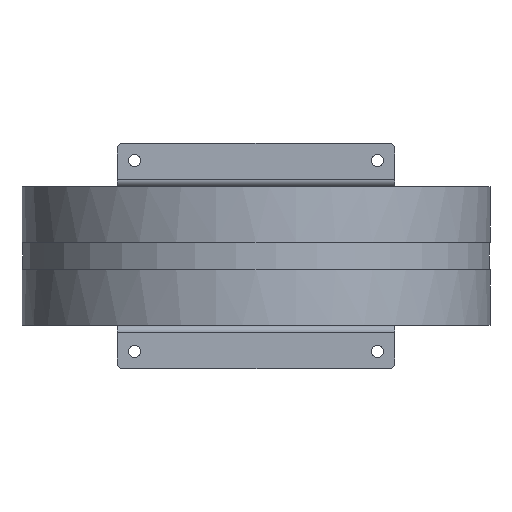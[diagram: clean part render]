
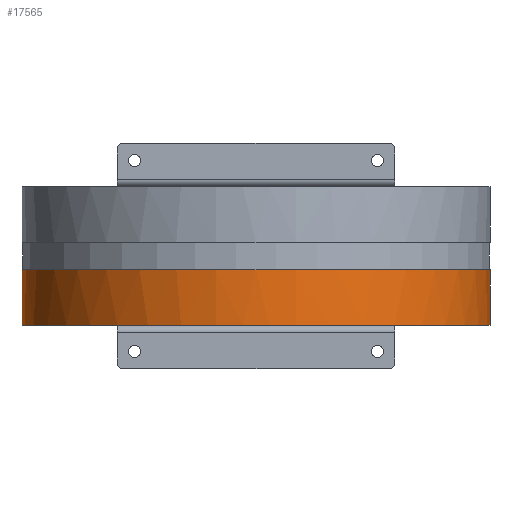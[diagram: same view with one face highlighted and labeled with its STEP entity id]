
A CAD part, front view. The second image highlights one B-rep face of the part: STEP entity #17565.
In plain terms, the highlighted cylindrical face has radius 135 mm (diameter 270 mm), a partial arc.
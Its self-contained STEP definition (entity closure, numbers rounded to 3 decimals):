
#105 = EDGE_LOOP ( 'NONE', ( #10772, #21474, #18698, #18016, #17394, #726, #13964, #6158 ) ) ;
#136 = CARTESIAN_POINT ( 'NONE',  ( 0., 0., 40. ) ) ;
#234 = CARTESIAN_POINT ( 'NONE',  ( 134.996, -1., 40. ) ) ;
#236 = CIRCLE ( 'NONE', #3324, 135. ) ;
#726 = ORIENTED_EDGE ( 'NONE', *, *, #20608, .T. ) ;
#754 = CARTESIAN_POINT ( 'NONE',  ( 23.152, -133., -40. ) ) ;
#1650 = CARTESIAN_POINT ( 'NONE',  ( 0., 0., -40. ) ) ;
#1763 = EDGE_CURVE ( 'NONE', #18342, #2581, #11564, .T. ) ;
#1864 = DIRECTION ( 'NONE',  ( 0., 0., 1. ) ) ;
#2297 = DIRECTION ( 'NONE',  ( 0., 0., 1. ) ) ;
#2420 = FACE_OUTER_BOUND ( 'NONE', #105, .T. ) ;
#2581 = VERTEX_POINT ( 'NONE', #754 ) ;
#2615 = CARTESIAN_POINT ( 'NONE',  ( 134.996, -1., -40. ) ) ;
#3324 = AXIS2_PLACEMENT_3D ( 'NONE', #7036, #3696, #17186 ) ;
#3696 = DIRECTION ( 'NONE',  ( 0., 0., 1. ) ) ;
#3878 = EDGE_CURVE ( 'NONE', #11181, #20603, #20751, .T. ) ;
#3956 = CARTESIAN_POINT ( 'NONE',  ( 0., 0., -40. ) ) ;
#4506 = DIRECTION ( 'NONE',  ( 1., 0., 0. ) ) ;
#6158 = ORIENTED_EDGE ( 'NONE', *, *, #7507, .T. ) ;
#6333 = CARTESIAN_POINT ( 'NONE',  ( -23.152, -133., -40. ) ) ;
#6369 = CIRCLE ( 'NONE', #10763, 135. ) ;
#6867 = CIRCLE ( 'NONE', #16657, 135. ) ;
#6902 = CIRCLE ( 'NONE', #8811, 135. ) ;
#7036 = CARTESIAN_POINT ( 'NONE',  ( 0., 0., -40. ) ) ;
#7507 = EDGE_CURVE ( 'NONE', #16110, #18995, #15016, .T. ) ;
#8811 = AXIS2_PLACEMENT_3D ( 'NONE', #16067, #9499, #17870 ) ;
#9131 = CARTESIAN_POINT ( 'NONE',  ( -134.996, -1., -40. ) ) ;
#9381 = CARTESIAN_POINT ( 'NONE',  ( -134.996, -1., 40. ) ) ;
#9499 = DIRECTION ( 'NONE',  ( 0., 0., 1. ) ) ;
#10209 = CARTESIAN_POINT ( 'NONE',  ( -134.996, -1., -8. ) ) ;
#10268 = VECTOR ( 'NONE', #10530, 1000. ) ;
#10301 = DIRECTION ( 'NONE',  ( -1., 0., 0. ) ) ;
#10426 = AXIS2_PLACEMENT_3D ( 'NONE', #136, #16995, #10301 ) ;
#10530 = DIRECTION ( 'NONE',  ( 0., 0., 1. ) ) ;
#10763 = AXIS2_PLACEMENT_3D ( 'NONE', #14641, #12854, #4506 ) ;
#10772 = ORIENTED_EDGE ( 'NONE', *, *, #13452, .F. ) ;
#11049 = CARTESIAN_POINT ( 'NONE',  ( 0., 0., -40. ) ) ;
#11181 = VERTEX_POINT ( 'NONE', #10209 ) ;
#11237 = DIRECTION ( 'NONE',  ( 0., 0., -1. ) ) ;
#11564 = CIRCLE ( 'NONE', #13289, 135. ) ;
#12517 = CARTESIAN_POINT ( 'NONE',  ( 134.996, -1., -8. ) ) ;
#12854 = DIRECTION ( 'NONE',  ( 0., 0., 1. ) ) ;
#13066 = AXIS2_PLACEMENT_3D ( 'NONE', #3956, #2297, #14011 ) ;
#13289 = AXIS2_PLACEMENT_3D ( 'NONE', #1650, #1864, #15425 ) ;
#13452 = EDGE_CURVE ( 'NONE', #11181, #18995, #6369, .T. ) ;
#13503 = VERTEX_POINT ( 'NONE', #21884 ) ;
#13884 = VERTEX_POINT ( 'NONE', #19948 ) ;
#13964 = ORIENTED_EDGE ( 'NONE', *, *, #17024, .T. ) ;
#13973 = EDGE_CURVE ( 'NONE', #20603, #13884, #6902, .T. ) ;
#14011 = DIRECTION ( 'NONE',  ( 1., 0., 0. ) ) ;
#14641 = CARTESIAN_POINT ( 'NONE',  ( 0., 0., -8. ) ) ;
#15016 = LINE ( 'NONE', #234, #10268 ) ;
#15425 = DIRECTION ( 'NONE',  ( 1., 0., 0. ) ) ;
#15435 = CIRCLE ( 'NONE', #13066, 135. ) ;
#16067 = CARTESIAN_POINT ( 'NONE',  ( 0., 0., -40. ) ) ;
#16110 = VERTEX_POINT ( 'NONE', #2615 ) ;
#16657 = AXIS2_PLACEMENT_3D ( 'NONE', #11049, #17500, #21237 ) ;
#16789 = CYLINDRICAL_SURFACE ( 'NONE', #10426, 135. ) ;
#16995 = DIRECTION ( 'NONE',  ( 0., 0., -1. ) ) ;
#17024 = EDGE_CURVE ( 'NONE', #13503, #16110, #15435, .T. ) ;
#17186 = DIRECTION ( 'NONE',  ( 1., 0., 0. ) ) ;
#17394 = ORIENTED_EDGE ( 'NONE', *, *, #1763, .T. ) ;
#17500 = DIRECTION ( 'NONE',  ( 0., 0., 1. ) ) ;
#17565 = ADVANCED_FACE ( 'NONE', ( #2420 ), #16789, .T. ) ;
#17870 = DIRECTION ( 'NONE',  ( 1., 0., 0. ) ) ;
#18016 = ORIENTED_EDGE ( 'NONE', *, *, #21089, .T. ) ;
#18342 = VERTEX_POINT ( 'NONE', #6333 ) ;
#18698 = ORIENTED_EDGE ( 'NONE', *, *, #13973, .T. ) ;
#18995 = VERTEX_POINT ( 'NONE', #12517 ) ;
#19948 = CARTESIAN_POINT ( 'NONE',  ( -80., -108.743, -40. ) ) ;
#20482 = VECTOR ( 'NONE', #11237, 1000. ) ;
#20603 = VERTEX_POINT ( 'NONE', #9131 ) ;
#20608 = EDGE_CURVE ( 'NONE', #2581, #13503, #6867, .T. ) ;
#20751 = LINE ( 'NONE', #9381, #20482 ) ;
#21089 = EDGE_CURVE ( 'NONE', #13884, #18342, #236, .T. ) ;
#21237 = DIRECTION ( 'NONE',  ( 1., 0., 0. ) ) ;
#21474 = ORIENTED_EDGE ( 'NONE', *, *, #3878, .T. ) ;
#21884 = CARTESIAN_POINT ( 'NONE',  ( 80., -108.743, -40. ) ) ;
